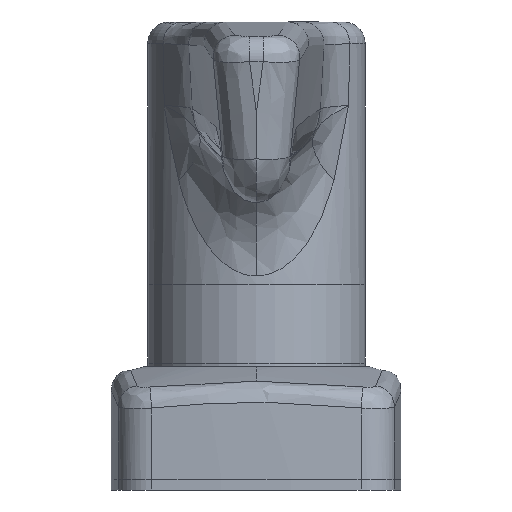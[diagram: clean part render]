
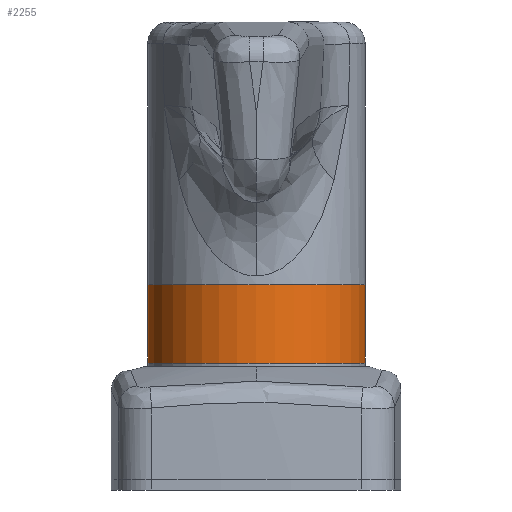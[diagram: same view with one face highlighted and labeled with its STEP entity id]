
A CAD part, front view. The second image highlights one B-rep face of the part: STEP entity #2255.
In plain terms, the highlighted cylindrical face has radius 15 mm (diameter 30 mm), a partial arc.
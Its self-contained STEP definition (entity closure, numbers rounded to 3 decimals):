
#519 = CARTESIAN_POINT ( 'NONE',  ( 0., 0., -15.8 ) ) ;
#562 = VECTOR ( 'NONE', #5643, 1000. ) ;
#838 = CIRCLE ( 'NONE', #3434, 15. ) ;
#947 = CARTESIAN_POINT ( 'NONE',  ( 0., 0., -5. ) ) ;
#1571 = DIRECTION ( 'NONE',  ( 0., 0., 1. ) ) ;
#1756 = AXIS2_PLACEMENT_3D ( 'NONE', #5332, #7054, #1898 ) ;
#1898 = DIRECTION ( 'NONE',  ( 1., 0., 0. ) ) ;
#2038 = FACE_OUTER_BOUND ( 'NONE', #4671, .T. ) ;
#2097 = DIRECTION ( 'NONE',  ( 1., 0., 0. ) ) ;
#2255 = ADVANCED_FACE ( 'NONE', ( #2038 ), #3165, .T. ) ;
#2280 = VERTEX_POINT ( 'NONE', #4169 ) ;
#2617 = DIRECTION ( 'NONE',  ( 0., 0., 1. ) ) ;
#2745 = ORIENTED_EDGE ( 'NONE', *, *, #3088, .F. ) ;
#2824 = CIRCLE ( 'NONE', #6914, 15. ) ;
#3009 = VERTEX_POINT ( 'NONE', #5845 ) ;
#3088 = EDGE_CURVE ( 'NONE', #3009, #3404, #2824, .T. ) ;
#3165 = CYLINDRICAL_SURFACE ( 'NONE', #1756, 15. ) ;
#3203 = DIRECTION ( 'NONE',  ( 1., 0., 0. ) ) ;
#3404 = VERTEX_POINT ( 'NONE', #3527 ) ;
#3411 = CARTESIAN_POINT ( 'NONE',  ( 15., 0., 25.802 ) ) ;
#3434 = AXIS2_PLACEMENT_3D ( 'NONE', #519, #1571, #2097 ) ;
#3527 = CARTESIAN_POINT ( 'NONE',  ( -15., 0., -5. ) ) ;
#3720 = CARTESIAN_POINT ( 'NONE',  ( 15., 0., -15.8 ) ) ;
#4169 = CARTESIAN_POINT ( 'NONE',  ( -15., 0., -15.8 ) ) ;
#4257 = LINE ( 'NONE', #5861, #5044 ) ;
#4664 = LINE ( 'NONE', #3411, #562 ) ;
#4671 = EDGE_LOOP ( 'NONE', ( #7293, #6399, #2745, #6955 ) ) ;
#4919 = EDGE_CURVE ( 'NONE', #5163, #3009, #4664, .T. ) ;
#5044 = VECTOR ( 'NONE', #5898, 1000. ) ;
#5163 = VERTEX_POINT ( 'NONE', #3720 ) ;
#5332 = CARTESIAN_POINT ( 'NONE',  ( 0., 0., 25.802 ) ) ;
#5643 = DIRECTION ( 'NONE',  ( 0., 0., 1. ) ) ;
#5845 = CARTESIAN_POINT ( 'NONE',  ( 15., 0., -5. ) ) ;
#5861 = CARTESIAN_POINT ( 'NONE',  ( -15., 0., 25.802 ) ) ;
#5898 = DIRECTION ( 'NONE',  ( 0., 0., 1. ) ) ;
#6075 = EDGE_CURVE ( 'NONE', #2280, #3404, #4257, .T. ) ;
#6399 = ORIENTED_EDGE ( 'NONE', *, *, #6075, .T. ) ;
#6914 = AXIS2_PLACEMENT_3D ( 'NONE', #947, #2617, #3203 ) ;
#6955 = ORIENTED_EDGE ( 'NONE', *, *, #4919, .F. ) ;
#7054 = DIRECTION ( 'NONE',  ( 0., 0., 1. ) ) ;
#7293 = ORIENTED_EDGE ( 'NONE', *, *, #7295, .T. ) ;
#7295 = EDGE_CURVE ( 'NONE', #5163, #2280, #838, .T. ) ;
